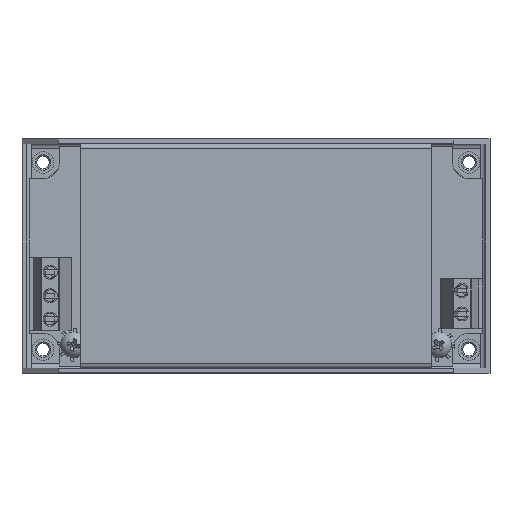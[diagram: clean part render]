
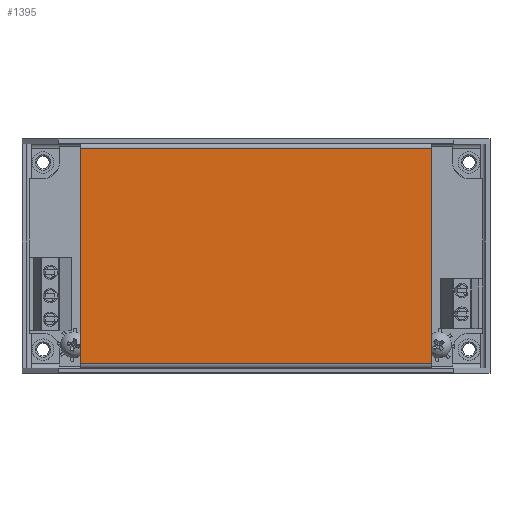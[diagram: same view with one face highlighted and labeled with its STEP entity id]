
A CAD part, top view. The second image highlights one B-rep face of the part: STEP entity #1395.
In plain terms, the highlighted face is planar.
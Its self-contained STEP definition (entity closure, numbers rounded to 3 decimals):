
#1395=ADVANCED_FACE('',(#9870),#9872,.F.);
#9870=FACE_BOUND('',#9871,.T.);
#9871=EDGE_LOOP('',(#20141,#20142,#20143,#20144));
#9872=PLANE('',#9873);
#9873=AXIS2_PLACEMENT_3D('',#9874,#9875,#9876);
#9874=CARTESIAN_POINT('',(0.,0.,0.));
#9875=DIRECTION('',(0.,0.,1.));
#9876=DIRECTION('',(1.,0.,0.));
#20141=ORIENTED_EDGE('',*,*,#24805,.T.);
#20142=ORIENTED_EDGE('',*,*,#24812,.F.);
#20143=ORIENTED_EDGE('',*,*,#24813,.T.);
#20144=ORIENTED_EDGE('',*,*,#24814,.F.);
#24805=EDGE_CURVE('',#27166,#27164,#27167,.T.);
#24812=EDGE_CURVE('',#27176,#27164,#27177,.T.);
#24813=EDGE_CURVE('',#27176,#27178,#27179,.T.);
#24814=EDGE_CURVE('',#27166,#27178,#27180,.T.);
#27164=VERTEX_POINT('',#31138);
#27166=VERTEX_POINT('',#31143);
#27167=LINE('',#31144,#31145);
#27176=VERTEX_POINT('',#31168);
#27177=LINE('',#31169,#31170);
#27178=VERTEX_POINT('',#31172);
#27179=LINE('',#31173,#31174);
#27180=LINE('',#31176,#31177);
#31138=CARTESIAN_POINT('',(0.,0.,0.));
#31143=CARTESIAN_POINT('',(75.,0.,0.));
#31144=CARTESIAN_POINT('',(75.,0.,0.));
#31145=VECTOR('',#31146,1.);
#31146=DIRECTION('',(-1.,0.,0.));
#31168=CARTESIAN_POINT('',(0.,46.,0.));
#31169=CARTESIAN_POINT('',(0.,46.,0.));
#31170=VECTOR('',#31171,1.);
#31171=DIRECTION('',(0.,-1.,0.));
#31172=CARTESIAN_POINT('',(75.,46.,0.));
#31173=CARTESIAN_POINT('',(0.,46.,0.));
#31174=VECTOR('',#31175,1.);
#31175=DIRECTION('',(1.,0.,0.));
#31176=CARTESIAN_POINT('',(75.,0.,0.));
#31177=VECTOR('',#31178,1.);
#31178=DIRECTION('',(0.,1.,0.));
